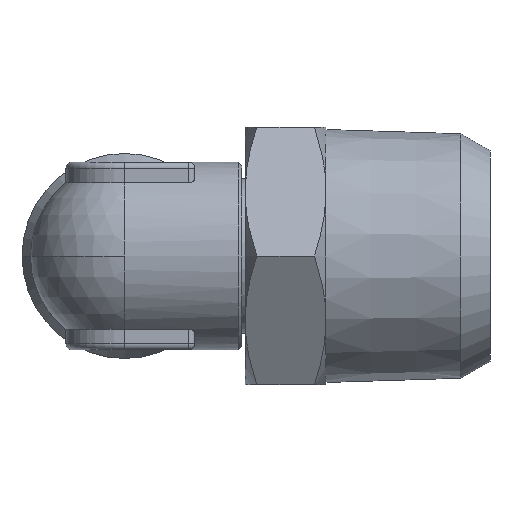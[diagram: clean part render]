
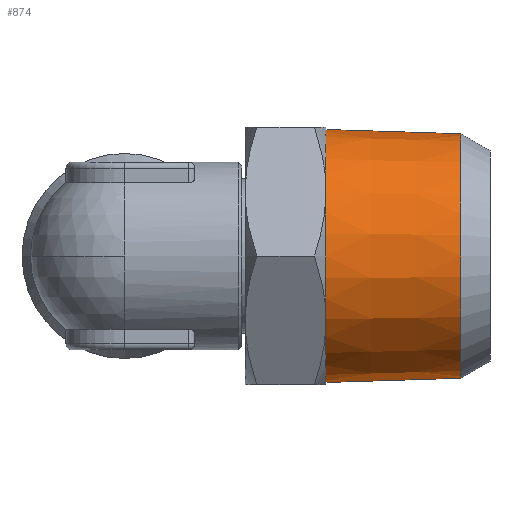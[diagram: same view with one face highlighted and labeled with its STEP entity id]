
A CAD part, left-side view. The second image highlights one B-rep face of the part: STEP entity #874.
In plain terms, the highlighted conical face has half-angle 1.79 degrees and reference radius 10.435 mm.
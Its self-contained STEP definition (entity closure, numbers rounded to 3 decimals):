
#150 = AXIS2_PLACEMENT_3D ( 'NONE', #1042, #1043, #1051 ) ;
#593 = EDGE_LOOP ( 'NONE', ( #1555, #1554, #1553, #1552 ) ) ;
#874 = ADVANCED_FACE ( 'NONE', ( #5642 ), #5650, .T. ) ;
#1042 = CARTESIAN_POINT ( 'NONE',  ( 0., -6.315, 0. ) ) ;
#1043 = DIRECTION ( 'NONE',  ( 0., 1., 0. ) ) ;
#1051 = DIRECTION ( 'NONE',  ( 0., 0., 1. ) ) ;
#1552 = ORIENTED_EDGE ( 'NONE', *, *, #4811, .T. ) ;
#1553 = ORIENTED_EDGE ( 'NONE', *, *, #5812, .T. ) ;
#1554 = ORIENTED_EDGE ( 'NONE', *, *, #4849, .F. ) ;
#1555 = ORIENTED_EDGE ( 'NONE', *, *, #5801, .F. ) ;
#1707 = CARTESIAN_POINT ( 'NONE',  ( 0., -6.315, -10.435 ) ) ;
#1708 = DIRECTION ( 'NONE',  ( 0., 1., -0.031 ) ) ;
#1741 = CARTESIAN_POINT ( 'NONE',  ( 0., -6.315, 10.435 ) ) ;
#1742 = DIRECTION ( 'NONE',  ( 0., 1., 0.031 ) ) ;
#2442 = VERTEX_POINT ( 'NONE', #5443 ) ;
#2448 = VERTEX_POINT ( 'NONE', #5449 ) ;
#2449 = VERTEX_POINT ( 'NONE', #5450 ) ;
#2451 = VERTEX_POINT ( 'NONE', #5452 ) ;
#2652 = AXIS2_PLACEMENT_3D ( 'NONE', #3446, #3447, #3448 ) ;
#2660 = AXIS2_PLACEMENT_3D ( 'NONE', #3646, #3647, #3648 ) ;
#3446 = CARTESIAN_POINT ( 'NONE',  ( 0., 5.2, 0. ) ) ;
#3447 = DIRECTION ( 'NONE',  ( 0., -1., 0. ) ) ;
#3448 = DIRECTION ( 'NONE',  ( 0., 0., -1. ) ) ;
#3646 = CARTESIAN_POINT ( 'NONE',  ( 0., -6.315, 0. ) ) ;
#3647 = DIRECTION ( 'NONE',  ( 0., -1., 0. ) ) ;
#3648 = DIRECTION ( 'NONE',  ( 0., 0., -1. ) ) ;
#4470 = CIRCLE ( 'NONE', #2652, 10.795 ) ;
#4482 = CIRCLE ( 'NONE', #2660, 10.435 ) ;
#4611 = LINE ( 'NONE', #1707, #4613 ) ;
#4613 = VECTOR ( 'NONE', #1708, 1000. ) ;
#4628 = LINE ( 'NONE', #1741, #4631 ) ;
#4631 = VECTOR ( 'NONE', #1742, 1000. ) ;
#4811 = EDGE_CURVE ( 'NONE', #2451, #2442, #4470, .T. ) ;
#4849 = EDGE_CURVE ( 'NONE', #2449, #2448, #4482, .T. ) ;
#5443 = CARTESIAN_POINT ( 'NONE',  ( 0., 5.2, -10.795 ) ) ;
#5449 = CARTESIAN_POINT ( 'NONE',  ( 0., -6.315, -10.435 ) ) ;
#5450 = CARTESIAN_POINT ( 'NONE',  ( 0., -6.315, 10.435 ) ) ;
#5452 = CARTESIAN_POINT ( 'NONE',  ( 0., 5.2, 10.795 ) ) ;
#5642 = FACE_OUTER_BOUND ( 'NONE', #593, .T. ) ;
#5650 = CONICAL_SURFACE ( 'NONE', #150, 10.435, 0.031 ) ;
#5801 = EDGE_CURVE ( 'NONE', #2448, #2442, #4611, .T. ) ;
#5812 = EDGE_CURVE ( 'NONE', #2449, #2451, #4628, .T. ) ;
